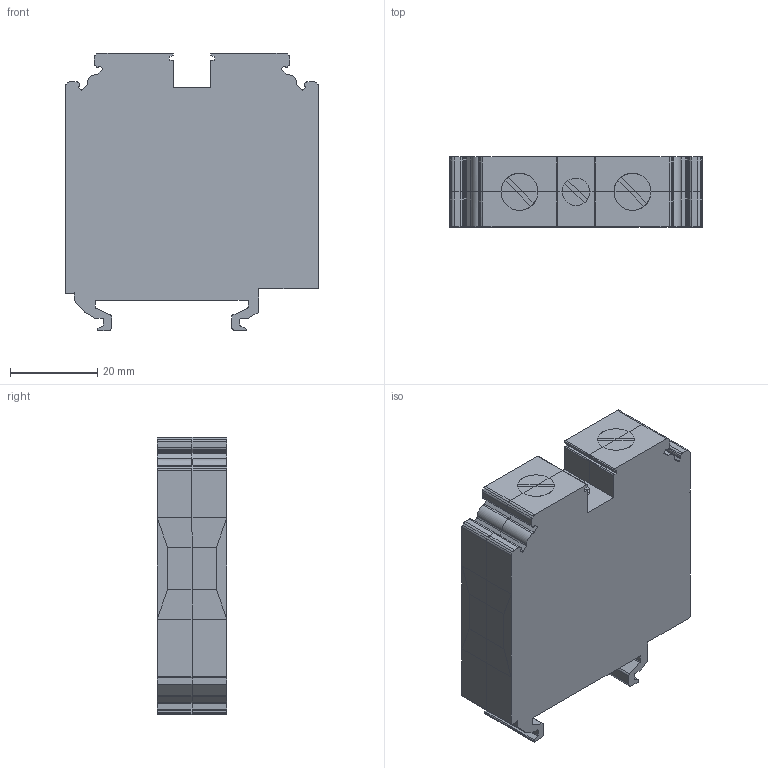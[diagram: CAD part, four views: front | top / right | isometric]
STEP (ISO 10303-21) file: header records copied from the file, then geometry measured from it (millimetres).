
FILE_DESCRIPTION (( 'STEP AP203' ), '1' );
FILE_NAME ('CGT35U.STEP', '2024-12-06T08:00:08', ( '' ), ( '' ), 'SwSTEP 2.0', 'SolidWorks 2022', '' );
FILE_SCHEMA (( 'CONFIG_CONTROL_DESIGN' ));
Length unit declared in the file: millimetre
Products named in the file (1): CGT35U
Bounding box: 58.02 x 16 x 63.73 mm (x, y, z)
Volume: 50043.7 mm3; surface area: 17244.8 mm2
Topology: 2 solids, 2 shells, 344 faces, 996 edges, 656 vertices
Faces by surface type: plane 205, cylinder 139
Entity records: 11606 total; most frequent: CARTESIAN_POINT 2612, ORIENTED_EDGE 1992, DIRECTION 1698, EDGE_CURVE 996, VECTOR 696, LINE 696, VERTEX_POINT 656, AXIS2_PLACEMENT_3D 501
